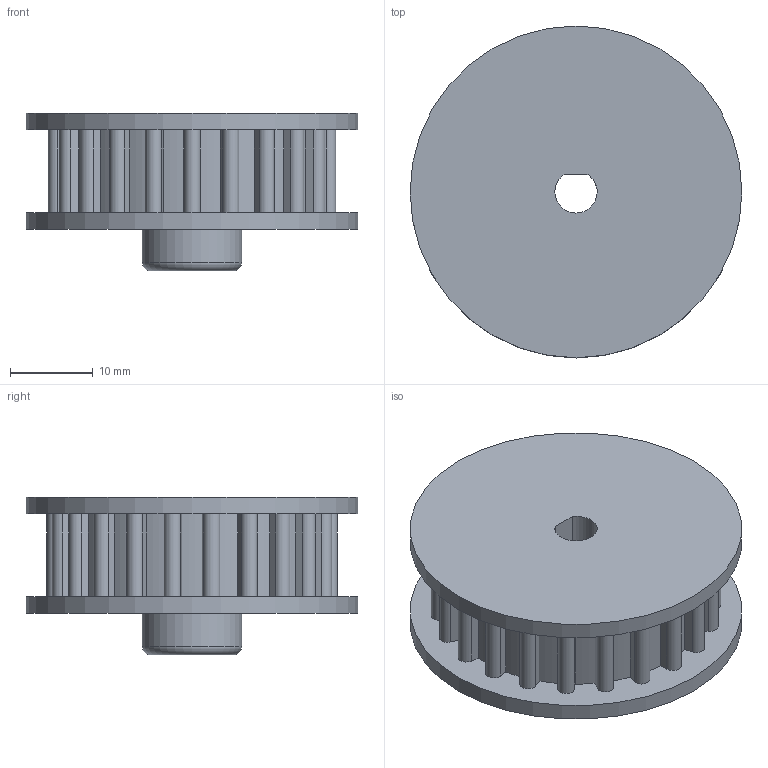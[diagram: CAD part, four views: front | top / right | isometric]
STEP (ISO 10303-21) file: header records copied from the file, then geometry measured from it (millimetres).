
FILE_DESCRIPTION(/* description */ (''),/* implementation_level */ '2;1');
FILE_NAME(/* name */ 'ZahnradMotor v2.step',/* time_stamp */ '2021-11-22T19:13:10+01:00',/* author */ (''),/* organization */ (''),/* preprocessor_version */ 'ST-DEVELOPER v18.1',/* originating_system */ 'Autodesk Translation Framework v10.10.0.1391',/* authorisation */ '');
FILE_SCHEMA (('AUTOMOTIVE_DESIGN { 1 0 10303 214 3 1 1 }'));
Length unit declared in the file: millimetre
Products named in the file (1): ZahnradMotor
Bounding box: 40 x 40 x 19 mm (x, y, z)
Volume: 13558.3 mm3; surface area: 5973.3 mm2
Topology: 1 solids, 1 shells, 99 faces, 282 edges, 188 vertices
Faces by surface type: plane 50, cylinder 48, torus 1
Full cylindrical faces by diameter (mm): 12 x1, 40 x2
Entity records: 3292 total; most frequent: DIRECTION 581, CARTESIAN_POINT 570, ORIENTED_EDGE 564, EDGE_CURVE 282, AXIS2_PLACEMENT_3D 199, VERTEX_POINT 188, LINE 183, VECTOR 183
